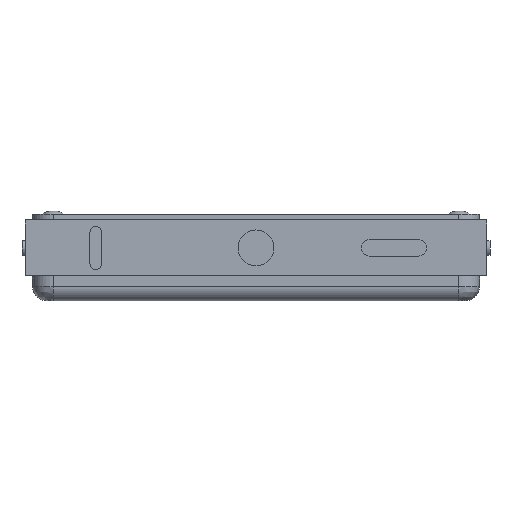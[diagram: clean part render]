
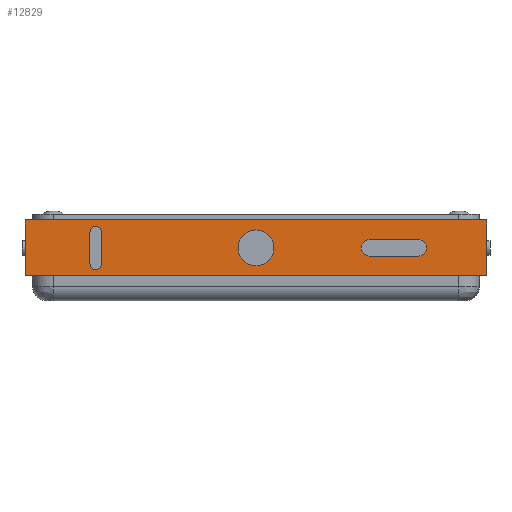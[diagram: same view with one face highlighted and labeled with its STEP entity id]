
A CAD part, front view. The second image highlights one B-rep face of the part: STEP entity #12829.
In plain terms, the highlighted planar face has unit normal (0, -1, 0).
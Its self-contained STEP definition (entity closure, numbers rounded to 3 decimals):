
#5 = VERTEX_POINT ( 'NONE', #6081 ) ;
#157 = EDGE_CURVE ( 'NONE', #3018, #7234, #3188, .T. ) ;
#217 = VERTEX_POINT ( 'NONE', #7592 ) ;
#276 = VERTEX_POINT ( 'NONE', #502 ) ;
#502 = CARTESIAN_POINT ( 'NONE',  ( 74.351, -193.147, -18.191 ) ) ;
#563 = VECTOR ( 'NONE', #5806, 1000. ) ;
#571 = DIRECTION ( 'NONE',  ( 0., 0., 1. ) ) ;
#1209 = CARTESIAN_POINT ( 'NONE',  ( -117.25, -193.147, -12.72 ) ) ;
#1312 = EDGE_CURVE ( 'NONE', #9758, #9494, #11245, .T. ) ;
#1581 = EDGE_CURVE ( 'NONE', #5957, #276, #2657, .T. ) ;
#1635 = VERTEX_POINT ( 'NONE', #2582 ) ;
#1710 = ORIENTED_EDGE ( 'NONE', *, *, #11215, .F. ) ;
#1739 = DIRECTION ( 'NONE',  ( 1., 0., 0. ) ) ;
#1794 = FACE_BOUND ( 'NONE', #2098, .T. ) ;
#1931 = AXIS2_PLACEMENT_3D ( 'NONE', #4949, #12049, #5952 ) ;
#1979 = EDGE_CURVE ( 'NONE', #9494, #9758, #4229, .T. ) ;
#2098 = EDGE_LOOP ( 'NONE', ( #5823, #12898, #2250, #10254 ) ) ;
#2143 = CIRCLE ( 'NONE', #9416, 5.809 ) ;
#2171 = ORIENTED_EDGE ( 'NONE', *, *, #2369, .T. ) ;
#2206 = ORIENTED_EDGE ( 'NONE', *, *, #1979, .F. ) ;
#2250 = ORIENTED_EDGE ( 'NONE', *, *, #3023, .F. ) ;
#2369 = EDGE_CURVE ( 'NONE', #7856, #1635, #8071, .T. ) ;
#2439 = CARTESIAN_POINT ( 'NONE',  ( 6.117, -193.147, -24. ) ) ;
#2496 = DIRECTION ( 'NONE',  ( 0., -1., 0. ) ) ;
#2582 = CARTESIAN_POINT ( 'NONE',  ( 158.309, -193.147, -44. ) ) ;
#2602 = LINE ( 'NONE', #7708, #7705 ) ;
#2657 = LINE ( 'NONE', #11593, #10467 ) ;
#2777 = CARTESIAN_POINT ( 'NONE',  ( -125.536, -193.147, -35.28 ) ) ;
#3018 = VERTEX_POINT ( 'NONE', #9763 ) ;
#3023 = EDGE_CURVE ( 'NONE', #12217, #8004, #4840, .T. ) ;
#3050 = EDGE_CURVE ( 'NONE', #276, #8593, #2143, .T. ) ;
#3091 = EDGE_CURVE ( 'NONE', #8004, #11453, #9949, .T. ) ;
#3115 = CARTESIAN_POINT ( 'NONE',  ( -6.691, -193.147, -24. ) ) ;
#3188 = CIRCLE ( 'NONE', #11491, 5.809 ) ;
#3589 = EDGE_CURVE ( 'NONE', #5348, #12217, #2602, .T. ) ;
#3746 = CIRCLE ( 'NONE', #1931, 5.809 ) ;
#3794 = EDGE_CURVE ( 'NONE', #7856, #5, #10872, .T. ) ;
#3833 = EDGE_CURVE ( 'NONE', #11453, #5348, #5149, .T. ) ;
#3879 = VECTOR ( 'NONE', #7853, 1000. ) ;
#4140 = DIRECTION ( 'NONE',  ( 1., 0., 0. ) ) ;
#4148 = CARTESIAN_POINT ( 'NONE',  ( -125.536, -193.147, -35.28 ) ) ;
#4229 = CIRCLE ( 'NONE', #11775, 12.809 ) ;
#4500 = FACE_BOUND ( 'NONE', #7930, .T. ) ;
#4718 = CARTESIAN_POINT ( 'NONE',  ( 74.351, -193.147, -24. ) ) ;
#4790 = AXIS2_PLACEMENT_3D ( 'NONE', #5100, #12201, #6107 ) ;
#4840 = CIRCLE ( 'NONE', #8069, 4.143 ) ;
#4946 = CARTESIAN_POINT ( 'NONE',  ( -171.691, -193.147, -44. ) ) ;
#4949 = CARTESIAN_POINT ( 'NONE',  ( 109.564, -193.147, -24. ) ) ;
#5024 = CARTESIAN_POINT ( 'NONE',  ( -121.393, -193.147, -35.28 ) ) ;
#5100 = CARTESIAN_POINT ( 'NONE',  ( -6.691, -193.147, -24. ) ) ;
#5149 = CIRCLE ( 'NONE', #8646, 4.143 ) ;
#5348 = VERTEX_POINT ( 'NONE', #7712 ) ;
#5452 = CARTESIAN_POINT ( 'NONE',  ( 109.564, -193.147, -24. ) ) ;
#5461 = VECTOR ( 'NONE', #13074, 1000. ) ;
#5467 = CARTESIAN_POINT ( 'NONE',  ( 158.309, -193.147, -44. ) ) ;
#5628 = CARTESIAN_POINT ( 'NONE',  ( 0., -193.147, -44. ) ) ;
#5660 = LINE ( 'NONE', #11898, #563 ) ;
#5717 = CARTESIAN_POINT ( 'NONE',  ( -121.393, -193.147, -12.72 ) ) ;
#5749 = DIRECTION ( 'NONE',  ( 1., 0., 0. ) ) ;
#5806 = DIRECTION ( 'NONE',  ( 1., 0., 0. ) ) ;
#5823 = ORIENTED_EDGE ( 'NONE', *, *, #3833, .F. ) ;
#5913 = EDGE_CURVE ( 'NONE', #5, #217, #5660, .T. ) ;
#5952 = DIRECTION ( 'NONE',  ( 1., 0., 0. ) ) ;
#5957 = VERTEX_POINT ( 'NONE', #6884 ) ;
#5982 = VECTOR ( 'NONE', #1739, 1000. ) ;
#6059 = DIRECTION ( 'NONE',  ( 1., 0., 0. ) ) ;
#6081 = CARTESIAN_POINT ( 'NONE',  ( -171.691, -193.147, -4. ) ) ;
#6107 = DIRECTION ( 'NONE',  ( 1., 0., 0. ) ) ;
#6334 = ORIENTED_EDGE ( 'NONE', *, *, #1312, .F. ) ;
#6472 = DIRECTION ( 'NONE',  ( 1., 0., 0. ) ) ;
#6535 = DIRECTION ( 'NONE',  ( 0., 0., 1. ) ) ;
#6539 = DIRECTION ( 'NONE',  ( -1., 0., 0. ) ) ;
#6730 = DIRECTION ( 'NONE',  ( 1., 0., 0. ) ) ;
#6884 = CARTESIAN_POINT ( 'NONE',  ( 109.564, -193.147, -18.191 ) ) ;
#7084 = ORIENTED_EDGE ( 'NONE', *, *, #1581, .F. ) ;
#7234 = VERTEX_POINT ( 'NONE', #11192 ) ;
#7592 = CARTESIAN_POINT ( 'NONE',  ( 158.309, -193.147, -4. ) ) ;
#7705 = VECTOR ( 'NONE', #571, 1000. ) ;
#7708 = CARTESIAN_POINT ( 'NONE',  ( -117.25, -193.147, -35.28 ) ) ;
#7712 = CARTESIAN_POINT ( 'NONE',  ( -117.25, -193.147, -35.28 ) ) ;
#7733 = DIRECTION ( 'NONE',  ( 1., 0., 0. ) ) ;
#7847 = CARTESIAN_POINT ( 'NONE',  ( 74.351, -193.147, -29.809 ) ) ;
#7853 = DIRECTION ( 'NONE',  ( 0., 0., -1. ) ) ;
#7856 = VERTEX_POINT ( 'NONE', #10997 ) ;
#7930 = EDGE_LOOP ( 'NONE', ( #12304, #7084, #10875, #9166, #1710 ) ) ;
#8004 = VERTEX_POINT ( 'NONE', #8135 ) ;
#8063 = VECTOR ( 'NONE', #6535, 1000. ) ;
#8069 = AXIS2_PLACEMENT_3D ( 'NONE', #5717, #12818, #6730 ) ;
#8071 = LINE ( 'NONE', #5628, #10454 ) ;
#8135 = CARTESIAN_POINT ( 'NONE',  ( -125.536, -193.147, -12.72 ) ) ;
#8381 = LINE ( 'NONE', #7847, #5982 ) ;
#8593 = VERTEX_POINT ( 'NONE', #9212 ) ;
#8605 = CARTESIAN_POINT ( 'NONE',  ( 0., -193.147, -44. ) ) ;
#8646 = AXIS2_PLACEMENT_3D ( 'NONE', #5024, #12133, #6059 ) ;
#9098 = ORIENTED_EDGE ( 'NONE', *, *, #3794, .F. ) ;
#9147 = EDGE_CURVE ( 'NONE', #7234, #5957, #3746, .T. ) ;
#9166 = ORIENTED_EDGE ( 'NONE', *, *, #157, .F. ) ;
#9212 = CARTESIAN_POINT ( 'NONE',  ( 74.351, -193.147, -29.809 ) ) ;
#9416 = AXIS2_PLACEMENT_3D ( 'NONE', #4718, #11825, #5749 ) ;
#9494 = VERTEX_POINT ( 'NONE', #2439 ) ;
#9611 = DIRECTION ( 'NONE',  ( 0., 0., -1. ) ) ;
#9758 = VERTEX_POINT ( 'NONE', #12085 ) ;
#9763 = CARTESIAN_POINT ( 'NONE',  ( 109.564, -193.147, -29.809 ) ) ;
#9929 = FACE_BOUND ( 'NONE', #10045, .T. ) ;
#9949 = LINE ( 'NONE', #2777, #3879 ) ;
#10045 = EDGE_LOOP ( 'NONE', ( #2206, #6334 ) ) ;
#10243 = DIRECTION ( 'NONE',  ( 0., -1., 0. ) ) ;
#10254 = ORIENTED_EDGE ( 'NONE', *, *, #3589, .F. ) ;
#10359 = EDGE_LOOP ( 'NONE', ( #11904, #9098, #2171, #11924 ) ) ;
#10454 = VECTOR ( 'NONE', #7733, 1000. ) ;
#10467 = VECTOR ( 'NONE', #6539, 1000. ) ;
#10746 = LINE ( 'NONE', #5467, #8063 ) ;
#10872 = LINE ( 'NONE', #4946, #5461 ) ;
#10875 = ORIENTED_EDGE ( 'NONE', *, *, #9147, .F. ) ;
#10997 = CARTESIAN_POINT ( 'NONE',  ( -171.691, -193.147, -44. ) ) ;
#11192 = CARTESIAN_POINT ( 'NONE',  ( 115.373, -193.147, -24. ) ) ;
#11215 = EDGE_CURVE ( 'NONE', #8593, #3018, #8381, .T. ) ;
#11245 = CIRCLE ( 'NONE', #4790, 12.809 ) ;
#11453 = VERTEX_POINT ( 'NONE', #4148 ) ;
#11491 = AXIS2_PLACEMENT_3D ( 'NONE', #5452, #12575, #6472 ) ;
#11593 = CARTESIAN_POINT ( 'NONE',  ( 74.351, -193.147, -18.191 ) ) ;
#11652 = EDGE_CURVE ( 'NONE', #1635, #217, #10746, .T. ) ;
#11775 = AXIS2_PLACEMENT_3D ( 'NONE', #3115, #10243, #4140 ) ;
#11825 = DIRECTION ( 'NONE',  ( 0., -1., 0. ) ) ;
#11898 = CARTESIAN_POINT ( 'NONE',  ( 0., -193.147, -4. ) ) ;
#11904 = ORIENTED_EDGE ( 'NONE', *, *, #5913, .F. ) ;
#11924 = ORIENTED_EDGE ( 'NONE', *, *, #11652, .T. ) ;
#12049 = DIRECTION ( 'NONE',  ( 0., -1., 0. ) ) ;
#12085 = CARTESIAN_POINT ( 'NONE',  ( -19.5, -193.147, -24. ) ) ;
#12133 = DIRECTION ( 'NONE',  ( 0., -1., 0. ) ) ;
#12201 = DIRECTION ( 'NONE',  ( 0., -1., 0. ) ) ;
#12217 = VERTEX_POINT ( 'NONE', #1209 ) ;
#12268 = AXIS2_PLACEMENT_3D ( 'NONE', #8605, #2496, #9611 ) ;
#12298 = FACE_OUTER_BOUND ( 'NONE', #10359, .T. ) ;
#12304 = ORIENTED_EDGE ( 'NONE', *, *, #3050, .F. ) ;
#12575 = DIRECTION ( 'NONE',  ( 0., -1., 0. ) ) ;
#12631 = PLANE ( 'NONE',  #12268 ) ;
#12818 = DIRECTION ( 'NONE',  ( 0., -1., 0. ) ) ;
#12829 = ADVANCED_FACE ( 'NONE', ( #1794, #4500, #9929, #12298 ), #12631, .T. ) ;
#12898 = ORIENTED_EDGE ( 'NONE', *, *, #3091, .F. ) ;
#13074 = DIRECTION ( 'NONE',  ( 0., 0., 1. ) ) ;
